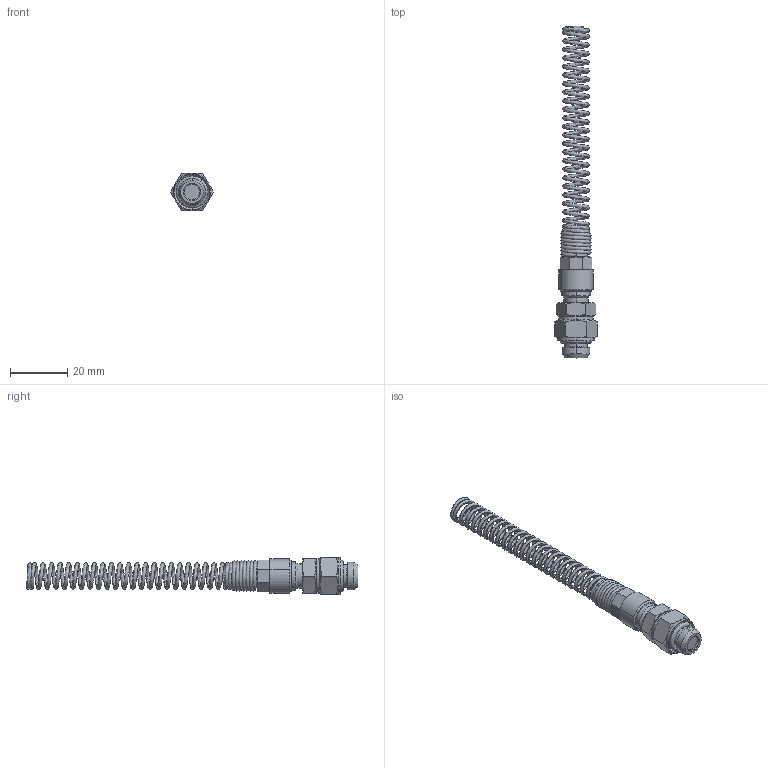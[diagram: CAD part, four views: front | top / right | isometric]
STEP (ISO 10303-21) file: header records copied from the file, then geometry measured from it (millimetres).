
FILE_DESCRIPTION (( 'STEP AP214' ), '1' );
FILE_NAME ('0102700001.step', '2012-09-28T13:19:51', ( '' ), ( '' ), 'SwSTEP 2.0', 'SolidWorks 2012', '' );
FILE_SCHEMA (( 'AUTOMOTIVE_DESIGN' ));
Length unit declared in the file: millimetre
Products named in the file (1): 0102700001
Bounding box: 15.01 x 116.4 x 13 mm (x, y, z)
Volume: 4956.5 mm3; surface area: 5689.3 mm2
Topology: 3 solids, 3 shells, 136 faces, 296 edges, 175 vertices
Faces by surface type: cone 50, plane 35, cylinder 32, torus 12, bspline 7
Entity records: 21931 total; most frequent: CARTESIAN_POINT 17552, ORIENTED_EDGE 592, DIRECTION 579, EDGE_CURVE 296, AXIS2_PLACEMENT_3D 248, VERTEX_POINT 175, EDGE_LOOP 147, UNCERTAINTY_MEASURE_WITH_UNIT 141
